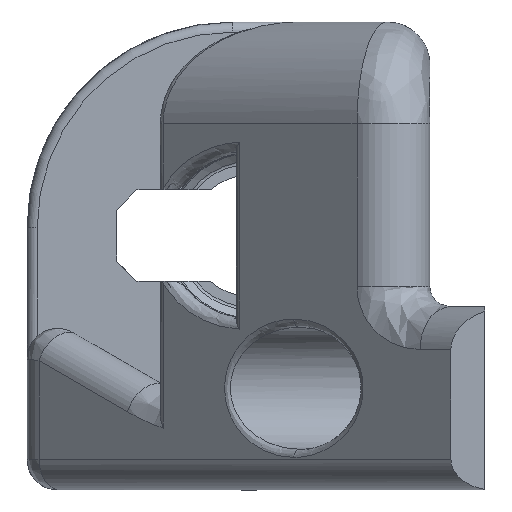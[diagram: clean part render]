
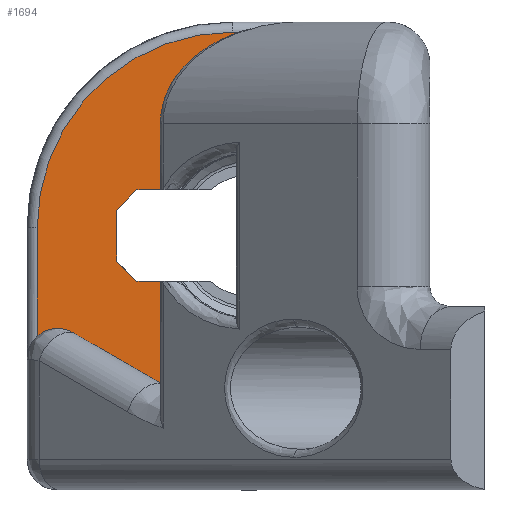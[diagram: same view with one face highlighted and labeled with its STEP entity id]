
A CAD part, front view. The second image highlights one B-rep face of the part: STEP entity #1694.
In plain terms, the highlighted planar face has unit normal (0, -1, 0).
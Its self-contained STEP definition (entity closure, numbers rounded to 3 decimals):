
#30=FACE_BOUND('',#225,.T.);
#118=FACE_OUTER_BOUND('',#224,.T.);
#224=EDGE_LOOP('',(#1163,#1164,#1165,#1166,#1167,#1168,#1169,#1170));
#225=EDGE_LOOP('',(#1171,#1172,#1173,#1174,#1175,#1176));
#336=CIRCLE('',#1826,1.5);
#337=CIRCLE('',#1827,8.5);
#338=CIRCLE('',#1828,1.);
#339=CIRCLE('',#1829,9.6);
#340=CIRCLE('',#1830,4.7);
#504=LINE('',#2955,#592);
#506=LINE('',#2971,#594);
#507=LINE('',#2975,#595);
#508=LINE('',#2979,#596);
#509=LINE('',#2983,#597);
#510=LINE('',#2987,#598);
#511=LINE('',#2989,#599);
#512=LINE('',#2991,#600);
#513=LINE('',#2992,#601);
#592=VECTOR('',#2029,5.344);
#594=VECTOR('',#2037,5.196);
#595=VECTOR('',#2040,7.29);
#596=VECTOR('',#2043,7.324);
#597=VECTOR('',#2046,1.474);
#598=VECTOR('',#2049,1.474);
#599=VECTOR('',#2050,1.414);
#600=VECTOR('',#2051,2.5);
#601=VECTOR('',#2052,1.414);
#695=VERTEX_POINT('',#2953);
#696=VERTEX_POINT('',#2954);
#698=VERTEX_POINT('',#2968);
#699=VERTEX_POINT('',#2970);
#700=VERTEX_POINT('',#2972);
#701=VERTEX_POINT('',#2974);
#702=VERTEX_POINT('',#2976);
#703=VERTEX_POINT('',#2978);
#704=VERTEX_POINT('',#2981);
#705=VERTEX_POINT('',#2982);
#706=VERTEX_POINT('',#2984);
#707=VERTEX_POINT('',#2986);
#708=VERTEX_POINT('',#2988);
#709=VERTEX_POINT('',#2990);
#872=EDGE_CURVE('',#695,#696,#504,.T.);
#876=EDGE_CURVE('',#696,#698,#336,.T.);
#877=EDGE_CURVE('',#699,#698,#506,.T.);
#878=EDGE_CURVE('',#699,#700,#337,.T.);
#879=EDGE_CURVE('',#701,#700,#507,.T.);
#880=EDGE_CURVE('',#701,#702,#338,.T.);
#881=EDGE_CURVE('',#702,#703,#508,.T.);
#882=EDGE_CURVE('',#703,#695,#339,.T.);
#883=EDGE_CURVE('',#704,#705,#509,.T.);
#884=EDGE_CURVE('',#705,#706,#340,.T.);
#885=EDGE_CURVE('',#707,#706,#510,.T.);
#886=EDGE_CURVE('',#707,#708,#511,.T.);
#887=EDGE_CURVE('',#708,#709,#512,.T.);
#888=EDGE_CURVE('',#709,#704,#513,.T.);
#1163=ORIENTED_EDGE('',*,*,#872,.T.);
#1164=ORIENTED_EDGE('',*,*,#876,.T.);
#1165=ORIENTED_EDGE('',*,*,#877,.F.);
#1166=ORIENTED_EDGE('',*,*,#878,.T.);
#1167=ORIENTED_EDGE('',*,*,#879,.F.);
#1168=ORIENTED_EDGE('',*,*,#880,.T.);
#1169=ORIENTED_EDGE('',*,*,#881,.T.);
#1170=ORIENTED_EDGE('',*,*,#882,.T.);
#1171=ORIENTED_EDGE('',*,*,#883,.T.);
#1172=ORIENTED_EDGE('',*,*,#884,.T.);
#1173=ORIENTED_EDGE('',*,*,#885,.F.);
#1174=ORIENTED_EDGE('',*,*,#886,.T.);
#1175=ORIENTED_EDGE('',*,*,#887,.T.);
#1176=ORIENTED_EDGE('',*,*,#888,.T.);
#1656=PLANE('',#1825);
#1694=ADVANCED_FACE('',(#118,#30),#1656,.T.);
#1825=AXIS2_PLACEMENT_3D('',#2967,#2033,#2034);
#1826=AXIS2_PLACEMENT_3D('',#2969,#2035,#2036);
#1827=AXIS2_PLACEMENT_3D('',#2973,#2038,#2039);
#1828=AXIS2_PLACEMENT_3D('',#2977,#2041,#2042);
#1829=AXIS2_PLACEMENT_3D('',#2980,#2044,#2045);
#1830=AXIS2_PLACEMENT_3D('',#2985,#2047,#2048);
#2029=DIRECTION('',(0.,0.,-1.));
#2033=DIRECTION('center_axis',(0.,-1.,0.));
#2034=DIRECTION('ref_axis',(0.,0.,-1.));
#2035=DIRECTION('center_axis',(0.,1.,0.));
#2036=DIRECTION('ref_axis',(-0.667,0.,0.745));
#2037=DIRECTION('',(-0.866,0.,0.5));
#2038=DIRECTION('center_axis',(0.,-1.,0.));
#2039=DIRECTION('ref_axis',(-0.5,0.,-0.866));
#2040=DIRECTION('',(0.259,0.,-0.966));
#2041=DIRECTION('center_axis',(0.,1.,0.));
#2042=DIRECTION('ref_axis',(-0.966,0.,-0.259));
#2043=DIRECTION('',(-1.,0.,0.));
#2044=DIRECTION('center_axis',(0.,-1.,0.));
#2045=DIRECTION('ref_axis',(0.,0.,1.));
#2046=DIRECTION('',(1.,0.,0.));
#2047=DIRECTION('center_axis',(0.,1.,0.));
#2048=DIRECTION('ref_axis',(-0.878,0.,0.479));
#2049=DIRECTION('',(1.,0.,0.));
#2050=DIRECTION('',(-0.707,0.,0.707));
#2051=DIRECTION('',(0.,0.,1.));
#2052=DIRECTION('',(0.707,0.,0.707));
#2953=CARTESIAN_POINT('',(-37.,8.,7.9));
#2954=CARTESIAN_POINT('',(-37.,8.,2.556));
#2955=CARTESIAN_POINT('',(-37.,8.,7.9));
#2967=CARTESIAN_POINT('Origin',(-26.5,8.,7.5));
#2968=CARTESIAN_POINT('',(-35.25,8.,2.737));
#2969=CARTESIAN_POINT('Origin',(-36.,8.,1.438));
#2970=CARTESIAN_POINT('',(-30.75,8.,0.139));
#2971=CARTESIAN_POINT('',(-30.75,8.,0.139));
#2972=CARTESIAN_POINT('',(-18.29,8.,9.7));
#2973=CARTESIAN_POINT('Origin',(-26.5,8.,7.5));
#2974=CARTESIAN_POINT('',(-20.176,8.,16.741));
#2975=CARTESIAN_POINT('',(-20.176,8.,16.741));
#2976=CARTESIAN_POINT('',(-20.076,8.,17.5));
#2977=CARTESIAN_POINT('Origin',(-19.21,8.,17.));
#2978=CARTESIAN_POINT('',(-27.4,8.,17.5));
#2979=CARTESIAN_POINT('',(-20.076,8.,17.5));
#2980=CARTESIAN_POINT('Origin',(-27.4,8.,7.9));
#2981=CARTESIAN_POINT('',(-32.1,8.,9.75));
#2982=CARTESIAN_POINT('',(-30.626,8.,9.75));
#2983=CARTESIAN_POINT('',(-32.1,8.,9.75));
#2984=CARTESIAN_POINT('',(-30.626,8.,5.25));
#2985=CARTESIAN_POINT('Origin',(-26.5,8.,7.5));
#2986=CARTESIAN_POINT('',(-32.1,8.,5.25));
#2987=CARTESIAN_POINT('',(-32.1,8.,5.25));
#2988=CARTESIAN_POINT('',(-33.1,8.,6.25));
#2989=CARTESIAN_POINT('',(-32.1,8.,5.25));
#2990=CARTESIAN_POINT('',(-33.1,8.,8.75));
#2991=CARTESIAN_POINT('',(-33.1,8.,6.25));
#2992=CARTESIAN_POINT('',(-33.1,8.,8.75));
